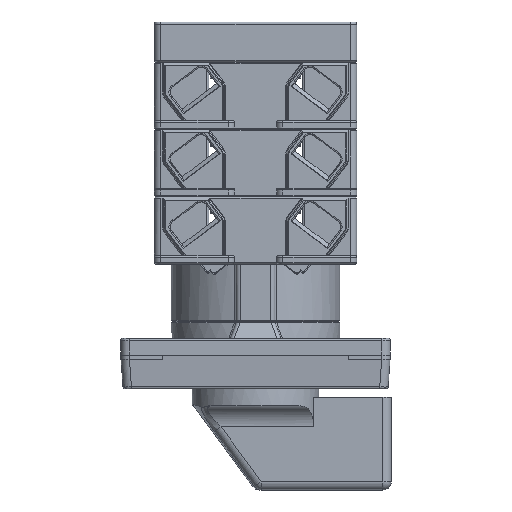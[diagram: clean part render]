
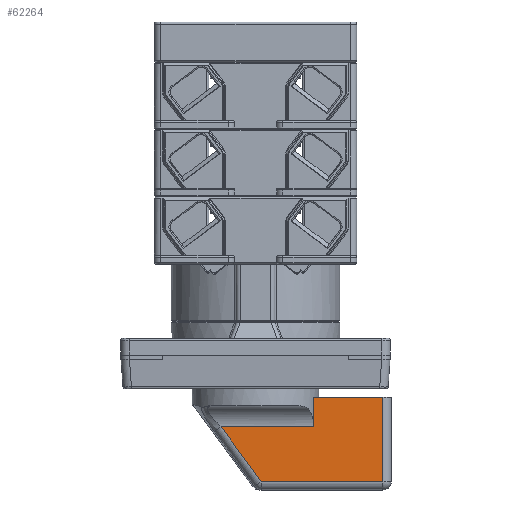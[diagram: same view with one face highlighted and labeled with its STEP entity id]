
A CAD part, front view. The second image highlights one B-rep face of the part: STEP entity #62264.
In plain terms, the highlighted face is planar.
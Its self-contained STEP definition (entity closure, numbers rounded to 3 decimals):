
#3119 = EDGE_CURVE ( 'NONE', #84248, #84251, #31833, .T. ) ;
#3136 = EDGE_CURVE ( 'NONE', #84248, #84278, #31897, .T. ) ;
#3137 = EDGE_CURVE ( 'NONE', #84278, #84295, #31877, .T. ) ;
#3138 = EDGE_CURVE ( 'NONE', #84295, #84296, #31905, .T. ) ;
#3139 = EDGE_CURVE ( 'NONE', #84296, #84300, #31909, .T. ) ;
#3140 = EDGE_CURVE ( 'NONE', #84251, #84300, #31913, .T. ) ;
#7903 = EDGE_LOOP ( 'NONE', ( #15974, #15977, #15978, #15980, #15982, #15983 ) ) ;
#13537 = AXIS2_PLACEMENT_3D ( 'NONE', #21592, #21624, #21628 ) ;
#15974 = ORIENTED_EDGE ( 'NONE', *, *, #3136, .T. ) ;
#15977 = ORIENTED_EDGE ( 'NONE', *, *, #3137, .T. ) ;
#15978 = ORIENTED_EDGE ( 'NONE', *, *, #3138, .T. ) ;
#15980 = ORIENTED_EDGE ( 'NONE', *, *, #3139, .T. ) ;
#15982 = ORIENTED_EDGE ( 'NONE', *, *, #3140, .F. ) ;
#15983 = ORIENTED_EDGE ( 'NONE', *, *, #3119, .F. ) ;
#21592 = CARTESIAN_POINT ( 'NONE',  ( -13.791, 5.9, 24. ) ) ;
#21619 = PLANE ( 'NONE',  #13537 ) ;
#21624 = DIRECTION ( 'NONE',  ( 0., 1., 0. ) ) ;
#21628 = DIRECTION ( 'NONE',  ( -1., 0., 0. ) ) ;
#22440 = FACE_OUTER_BOUND ( 'NONE', #7903, .T. ) ;
#27465 = CARTESIAN_POINT ( 'NONE',  ( 13.791, 5.9, 2. ) ) ;
#27476 = CARTESIAN_POINT ( 'NONE',  ( 13.791, 5.9, 9. ) ) ;
#27495 = CARTESIAN_POINT ( 'NONE',  ( -8.164, 5.9, 9. ) ) ;
#27497 = CARTESIAN_POINT ( 'NONE',  ( 1.329, 5.9, 22. ) ) ;
#27994 = CARTESIAN_POINT ( 'NONE',  ( 30.209, 5.9, 2. ) ) ;
#27999 = CARTESIAN_POINT ( 'NONE',  ( 30.209, 5.9, 22. ) ) ;
#31827 = VECTOR ( 'NONE', #56096, 1000. ) ;
#31833 = LINE ( 'NONE', #56095, #31827 ) ;
#31877 = LINE ( 'NONE', #56120, #31907 ) ;
#31897 = LINE ( 'NONE', #56133, #31903 ) ;
#31903 = VECTOR ( 'NONE', #56135, 1000. ) ;
#31905 = LINE ( 'NONE', #56137, #31911 ) ;
#31907 = VECTOR ( 'NONE', #56136, 1000. ) ;
#31909 = LINE ( 'NONE', #56139, #31915 ) ;
#31911 = VECTOR ( 'NONE', #56138, 1000. ) ;
#31913 = LINE ( 'NONE', #56141, #31919 ) ;
#31915 = VECTOR ( 'NONE', #56140, 1000. ) ;
#31919 = VECTOR ( 'NONE', #56142, 1000. ) ;
#56095 = CARTESIAN_POINT ( 'NONE',  ( 13.791, 5.9, 4. ) ) ;
#56096 = DIRECTION ( 'NONE',  ( 0., 0., -1. ) ) ;
#56120 = CARTESIAN_POINT ( 'NONE',  ( -2.977, 5.9, 16.103 ) ) ;
#56133 = CARTESIAN_POINT ( 'NONE',  ( -13.791, 5.9, 9. ) ) ;
#56135 = DIRECTION ( 'NONE',  ( -1., 0., 0. ) ) ;
#56136 = DIRECTION ( 'NONE',  ( 0.59, 0., 0.808 ) ) ;
#56137 = CARTESIAN_POINT ( 'NONE',  ( 32.209, 5.9, 22. ) ) ;
#56138 = DIRECTION ( 'NONE',  ( 1., 0., 0. ) ) ;
#56139 = CARTESIAN_POINT ( 'NONE',  ( 30.209, 5.9, 24. ) ) ;
#56140 = DIRECTION ( 'NONE',  ( 0., 0., -1. ) ) ;
#56141 = CARTESIAN_POINT ( 'NONE',  ( 13.791, 5.9, 2. ) ) ;
#56142 = DIRECTION ( 'NONE',  ( 1., 0., 0. ) ) ;
#62264 = ADVANCED_FACE ( 'NONE', ( #22440 ), #21619, .T. ) ;
#84248 = VERTEX_POINT ( 'NONE', #27476 ) ;
#84251 = VERTEX_POINT ( 'NONE', #27465 ) ;
#84278 = VERTEX_POINT ( 'NONE', #27495 ) ;
#84295 = VERTEX_POINT ( 'NONE', #27497 ) ;
#84296 = VERTEX_POINT ( 'NONE', #27999 ) ;
#84300 = VERTEX_POINT ( 'NONE', #27994 ) ;
